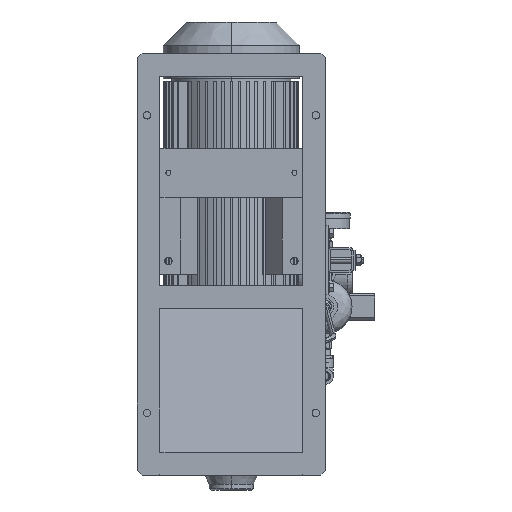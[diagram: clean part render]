
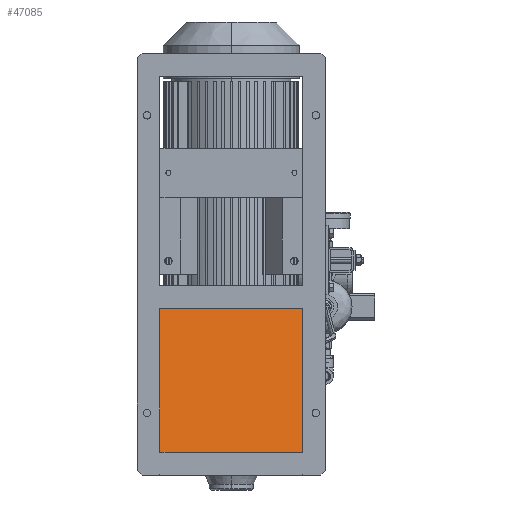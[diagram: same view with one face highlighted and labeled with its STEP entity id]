
A CAD part, front view. The second image highlights one B-rep face of the part: STEP entity #47085.
In plain terms, the highlighted planar face has unit normal (0, -0.985, 0.17).
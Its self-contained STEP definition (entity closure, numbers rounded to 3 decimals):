
#182 = EDGE_CURVE ( 'NONE', #100865, #89090, #25376, .T. ) ;
#2208 = CARTESIAN_POINT ( 'NONE',  ( 144., -202.985, 211. ) ) ;
#7920 = PLANE ( 'NONE',  #61260 ) ;
#8641 = DIRECTION ( 'NONE',  ( 0., -0.17, -0.985 ) ) ;
#10704 = ORIENTED_EDGE ( 'NONE', *, *, #182, .T. ) ;
#12573 = VECTOR ( 'NONE', #96360, 1000. ) ;
#15107 = VERTEX_POINT ( 'NONE', #79039 ) ;
#16377 = CARTESIAN_POINT ( 'NONE',  ( -144., -202.985, 211. ) ) ;
#16825 = ORIENTED_EDGE ( 'NONE', *, *, #107375, .F. ) ;
#17593 = EDGE_CURVE ( 'NONE', #79860, #100865, #17802, .T. ) ;
#17652 = DIRECTION ( 'NONE',  ( -1., 0., 0. ) ) ;
#17802 = LINE ( 'NONE', #82745, #26944 ) ;
#22903 = CARTESIAN_POINT ( 'NONE',  ( 144., -252.985, -78.657 ) ) ;
#24290 = CARTESIAN_POINT ( 'NONE',  ( -144., -252.985, -78.657 ) ) ;
#25376 = LINE ( 'NONE', #24290, #42250 ) ;
#26944 = VECTOR ( 'NONE', #17652, 1000. ) ;
#29451 = VECTOR ( 'NONE', #98083, 1000. ) ;
#34721 = DIRECTION ( 'NONE',  ( 0., 0.985, -0.17 ) ) ;
#35057 = CARTESIAN_POINT ( 'NONE',  ( 144., -252.985, -78.657 ) ) ;
#37286 = LINE ( 'NONE', #56360, #12573 ) ;
#42250 = VECTOR ( 'NONE', #8641, 1000. ) ;
#47085 = ADVANCED_FACE ( 'NONE', ( #80586 ), #7920, .F. ) ;
#50236 = LINE ( 'NONE', #22903, #29451 ) ;
#56360 = CARTESIAN_POINT ( 'NONE',  ( 144., -252.985, -78.657 ) ) ;
#61260 = AXIS2_PLACEMENT_3D ( 'NONE', #35057, #34721, #92788 ) ;
#64601 = CARTESIAN_POINT ( 'NONE',  ( -144., -252.985, -78.657 ) ) ;
#71361 = EDGE_LOOP ( 'NONE', ( #99839, #10704, #93998, #16825 ) ) ;
#79039 = CARTESIAN_POINT ( 'NONE',  ( 144., -252.985, -78.657 ) ) ;
#79860 = VERTEX_POINT ( 'NONE', #2208 ) ;
#80586 = FACE_OUTER_BOUND ( 'NONE', #71361, .T. ) ;
#82745 = CARTESIAN_POINT ( 'NONE',  ( 144., -202.985, 211. ) ) ;
#89083 = EDGE_CURVE ( 'NONE', #15107, #89090, #50236, .T. ) ;
#89090 = VERTEX_POINT ( 'NONE', #64601 ) ;
#92788 = DIRECTION ( 'NONE',  ( 0., 0.17, 0.985 ) ) ;
#93998 = ORIENTED_EDGE ( 'NONE', *, *, #89083, .F. ) ;
#96360 = DIRECTION ( 'NONE',  ( 0., -0.17, -0.985 ) ) ;
#98083 = DIRECTION ( 'NONE',  ( -1., 0., 0. ) ) ;
#99839 = ORIENTED_EDGE ( 'NONE', *, *, #17593, .T. ) ;
#100865 = VERTEX_POINT ( 'NONE', #16377 ) ;
#107375 = EDGE_CURVE ( 'NONE', #79860, #15107, #37286, .T. ) ;
